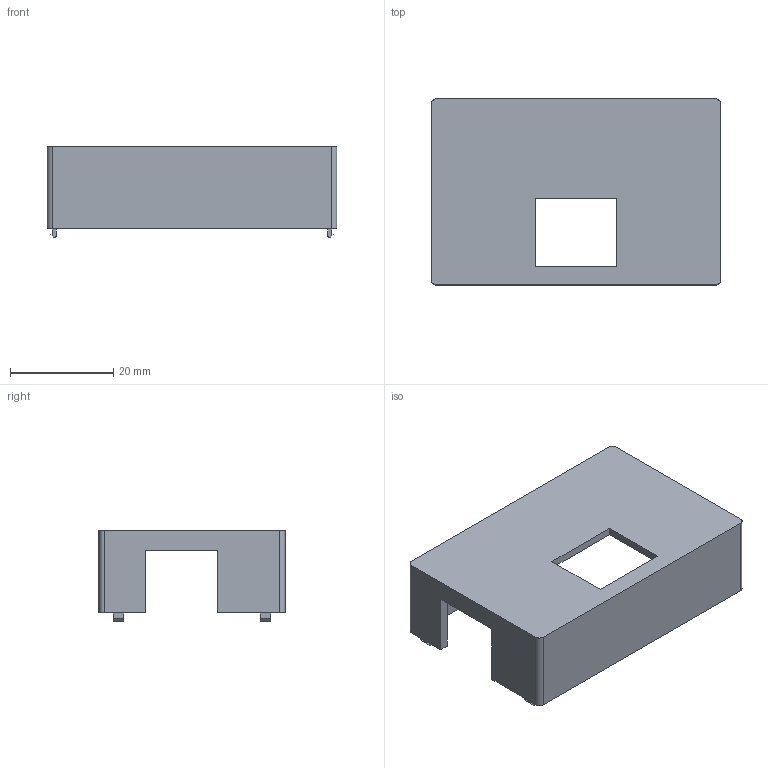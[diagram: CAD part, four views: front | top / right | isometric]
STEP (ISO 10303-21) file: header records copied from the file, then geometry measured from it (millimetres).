
FILE_DESCRIPTION(('FreeCAD Model'),'2;1');
FILE_NAME('Open CASCADE Shape Model','2024-04-29T19:42:10',( 'Jan Graichen'),(''),'Open CASCADE STEP processor 7.6','FreeCAD', 'Unknown');
FILE_SCHEMA(('AUTOMOTIVE_DESIGN { 1 0 10303 214 1 1 1 1 }'));
Length unit declared in the file: millimetre
Products named in the file (1): Case_Cover
Bounding box: 56 x 36 x 17.72 mm (x, y, z)
Volume: 6729.1 mm3; surface area: 8503.4 mm2
Topology: 1 solids, 1 shells, 58 faces, 156 edges, 104 vertices
Faces by surface type: plane 46, cylinder 12
Entity records: 3890 total; most frequent: CARTESIAN_POINT 691, DIRECTION 600, LINE 420, VECTOR 420, ORIENTED_EDGE 312, PCURVE 312, DEFINITIONAL_REPRESENTATION 312, EDGE_CURVE 156
